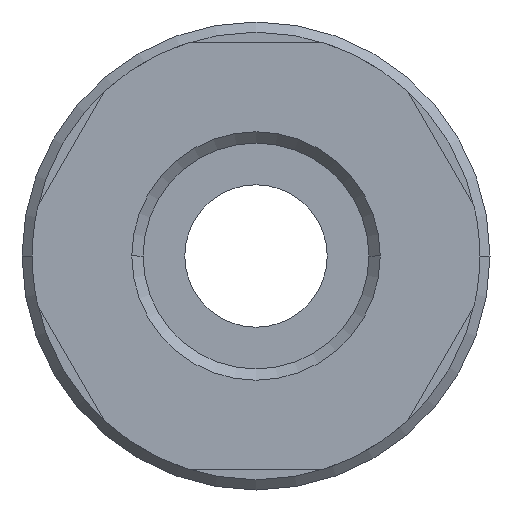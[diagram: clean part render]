
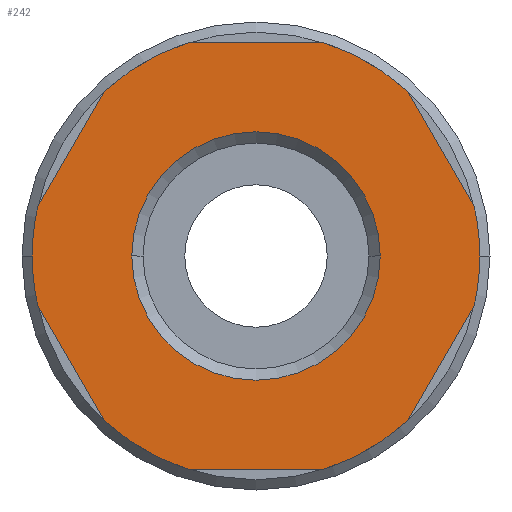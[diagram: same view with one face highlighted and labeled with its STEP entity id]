
A CAD part, front view. The second image highlights one B-rep face of the part: STEP entity #242.
In plain terms, the highlighted planar face has unit normal (0, -1, 0).
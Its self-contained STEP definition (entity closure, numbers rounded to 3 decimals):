
#242=ADVANCED_FACE('',(#530,#531),#532,.T.);
#530=FACE_BOUND('',#869,.T.);
#531=FACE_OUTER_BOUND('',#870,.T.);
#532=PLANE('',#871);
#869=EDGE_LOOP('',(#1477,#1478));
#870=EDGE_LOOP('',(#1479,#1480,#1481,#1482,#1483,#1484,#1485,#1486,#1487,#1488,#1489,#1490,#1491,#1492));
#871=AXIS2_PLACEMENT_3D('',#1493,#1494,#1495);
#1477=ORIENTED_EDGE('',*,*,#2132,.T.);
#1478=ORIENTED_EDGE('',*,*,#2133,.T.);
#1479=ORIENTED_EDGE('',*,*,#1917,.T.);
#1480=ORIENTED_EDGE('',*,*,#1964,.F.);
#1481=ORIENTED_EDGE('',*,*,#2134,.T.);
#1482=ORIENTED_EDGE('',*,*,#2023,.F.);
#1483=ORIENTED_EDGE('',*,*,#2115,.T.);
#1484=ORIENTED_EDGE('',*,*,#2135,.F.);
#1485=ORIENTED_EDGE('',*,*,#2136,.F.);
#1486=ORIENTED_EDGE('',*,*,#2137,.T.);
#1487=ORIENTED_EDGE('',*,*,#2077,.F.);
#1488=ORIENTED_EDGE('',*,*,#1958,.T.);
#1489=ORIENTED_EDGE('',*,*,#1933,.F.);
#1490=ORIENTED_EDGE('',*,*,#2138,.T.);
#1491=ORIENTED_EDGE('',*,*,#2041,.F.);
#1492=ORIENTED_EDGE('',*,*,#2049,.F.);
#1493=CARTESIAN_POINT('',(5.5,0.0,0.0));
#1494=DIRECTION('',(-0.0,-1.0,-0.0));
#1495=DIRECTION('',(-1.0,0.0,0.0));
#1917=EDGE_CURVE('',#2257,#2254,#2258,.T.);
#1933=EDGE_CURVE('',#2284,#2279,#2286,.T.);
#1958=EDGE_CURVE('',#2323,#2279,#2324,.T.);
#1964=EDGE_CURVE('',#2331,#2254,#2333,.T.);
#2023=EDGE_CURVE('',#2424,#2419,#2426,.T.);
#2041=EDGE_CURVE('',#2450,#2452,#2453,.T.);
#2049=EDGE_CURVE('',#2257,#2450,#2462,.T.);
#2077=EDGE_CURVE('',#2323,#2495,#2499,.T.);
#2115=EDGE_CURVE('',#2424,#2551,#2554,.T.);
#2132=EDGE_CURVE('',#2579,#2580,#2581,.T.);
#2133=EDGE_CURVE('',#2580,#2579,#2582,.T.);
#2134=EDGE_CURVE('',#2331,#2419,#2583,.T.);
#2135=EDGE_CURVE('',#2584,#2551,#2585,.T.);
#2136=EDGE_CURVE('',#2586,#2584,#2587,.T.);
#2137=EDGE_CURVE('',#2586,#2495,#2588,.T.);
#2138=EDGE_CURVE('',#2284,#2452,#2589,.T.);
#2254=VERTEX_POINT('',#2726);
#2257=VERTEX_POINT('',#2730);
#2258=LINE('',#2731,#2732);
#2279=VERTEX_POINT('',#2769);
#2284=VERTEX_POINT('',#2775);
#2286=CIRCLE('',#2778,11.0);
#2323=VERTEX_POINT('',#2884);
#2324=LINE('',#2885,#2886);
#2331=VERTEX_POINT('',#2895);
#2333=CIRCLE('',#2898,11.0);
#2419=VERTEX_POINT('',#3093);
#2424=VERTEX_POINT('',#3099);
#2426=CIRCLE('',#3102,11.0);
#2450=VERTEX_POINT('',#3154);
#2452=VERTEX_POINT('',#3157);
#2453=CIRCLE('',#3158,11.0);
#2462=CIRCLE('',#3168,11.0);
#2495=VERTEX_POINT('',#3209);
#2499=CIRCLE('',#3214,11.0);
#2551=VERTEX_POINT('',#3296);
#2554=LINE('',#3300,#3301);
#2579=VERTEX_POINT('',#3333);
#2580=VERTEX_POINT('',#3334);
#2581=CIRCLE('',#3335,6.105);
#2582=CIRCLE('',#3336,6.105);
#2583=LINE('',#3337,#3338);
#2584=VERTEX_POINT('',#3339);
#2585=CIRCLE('',#3340,11.0);
#2586=VERTEX_POINT('',#3341);
#2587=CIRCLE('',#3342,11.0);
#2588=LINE('',#3343,#3344);
#2589=LINE('',#3345,#3346);
#2726=CARTESIAN_POINT('',(-7.454,0.0,-8.089));
#2730=CARTESIAN_POINT('',(-10.733,0.0,-2.411));
#2731=CARTESIAN_POINT('',(-8.406,0.0,-6.441));
#2732=VECTOR('',#3549,1.0);
#2769=CARTESIAN_POINT('',(-3.279,0.0,10.5));
#2775=CARTESIAN_POINT('',(-7.454,0.0,8.089));
#2778=AXIS2_PLACEMENT_3D('',#3569,#3570,#3571);
#2884=CARTESIAN_POINT('',(3.279,0.0,10.5));
#2885=CARTESIAN_POINT('',(2.75,0.0,10.5));
#2886=VECTOR('',#3599,1.0);
#2895=CARTESIAN_POINT('',(-3.279,0.0,-10.5));
#2898=AXIS2_PLACEMENT_3D('',#3606,#3607,#3608);
#3093=CARTESIAN_POINT('',(3.279,0.0,-10.5));
#3099=CARTESIAN_POINT('',(7.454,0.0,-8.089));
#3102=AXIS2_PLACEMENT_3D('',#3693,#3694,#3695);
#3154=CARTESIAN_POINT('',(-11.0,0.0,0.));
#3157=CARTESIAN_POINT('',(-10.733,0.0,2.411));
#3158=AXIS2_PLACEMENT_3D('',#3712,#3713,#3714);
#3168=AXIS2_PLACEMENT_3D('',#3728,#3729,#3730);
#3209=CARTESIAN_POINT('',(7.454,0.0,8.089));
#3214=AXIS2_PLACEMENT_3D('',#3767,#3768,#3769);
#3296=CARTESIAN_POINT('',(10.733,0.0,-2.411));
#3300=CARTESIAN_POINT('',(9.781,0.0,-4.059));
#3301=VECTOR('',#3824,1.0);
#3333=CARTESIAN_POINT('',(-6.105,0.0,0.));
#3334=CARTESIAN_POINT('',(6.105,0.0,0.));
#3335=AXIS2_PLACEMENT_3D('',#3847,#3848,#3849);
#3336=AXIS2_PLACEMENT_3D('',#3850,#3851,#3852);
#3337=CARTESIAN_POINT('',(2.75,0.0,-10.5));
#3338=VECTOR('',#3853,1.0);
#3339=CARTESIAN_POINT('',(11.0,0.0,0.));
#3340=AXIS2_PLACEMENT_3D('',#3854,#3855,#3856);
#3341=CARTESIAN_POINT('',(10.733,0.0,2.411));
#3342=AXIS2_PLACEMENT_3D('',#3857,#3858,#3859);
#3343=CARTESIAN_POINT('',(9.781,0.0,4.059));
#3344=VECTOR('',#3860,1.0);
#3345=CARTESIAN_POINT('',(-8.406,0.0,6.441));
#3346=VECTOR('',#3861,1.0);
#3549=DIRECTION('',(0.5,0.0,-0.866));
#3569=CARTESIAN_POINT('',(0.0,0.0,0.0));
#3570=DIRECTION('',(-0.0,1.0,0.0));
#3571=DIRECTION('',(1.0,0.0,0.0));
#3599=DIRECTION('',(-1.0,0.0,0.));
#3606=CARTESIAN_POINT('',(0.0,0.0,0.0));
#3607=DIRECTION('',(-0.0,1.0,0.0));
#3608=DIRECTION('',(1.0,0.0,0.0));
#3693=CARTESIAN_POINT('',(0.0,0.0,0.0));
#3694=DIRECTION('',(-0.0,1.0,0.0));
#3695=DIRECTION('',(1.0,0.0,0.0));
#3712=CARTESIAN_POINT('',(0.0,0.0,0.0));
#3713=DIRECTION('',(-0.0,1.0,0.0));
#3714=DIRECTION('',(1.0,0.0,0.0));
#3728=CARTESIAN_POINT('',(0.0,0.0,0.0));
#3729=DIRECTION('',(-0.0,1.0,0.0));
#3730=DIRECTION('',(1.0,0.0,0.0));
#3767=CARTESIAN_POINT('',(0.0,0.0,0.0));
#3768=DIRECTION('',(-0.0,1.0,0.0));
#3769=DIRECTION('',(1.0,0.0,0.0));
#3824=DIRECTION('',(0.5,-0.0,0.866));
#3847=CARTESIAN_POINT('',(0.0,0.0,0.0));
#3848=DIRECTION('',(-0.0,1.0,0.0));
#3849=DIRECTION('',(1.0,0.0,0.0));
#3850=CARTESIAN_POINT('',(0.0,0.0,0.0));
#3851=DIRECTION('',(-0.0,1.0,0.0));
#3852=DIRECTION('',(1.0,0.0,0.0));
#3853=DIRECTION('',(1.0,-0.0,0.0));
#3854=CARTESIAN_POINT('',(0.0,0.0,0.0));
#3855=DIRECTION('',(-0.0,1.0,0.0));
#3856=DIRECTION('',(1.0,0.0,0.0));
#3857=CARTESIAN_POINT('',(0.0,0.0,0.0));
#3858=DIRECTION('',(-0.0,1.0,0.0));
#3859=DIRECTION('',(1.0,0.0,0.0));
#3860=DIRECTION('',(-0.5,0.0,0.866));
#3861=DIRECTION('',(-0.5,0.0,-0.866));
